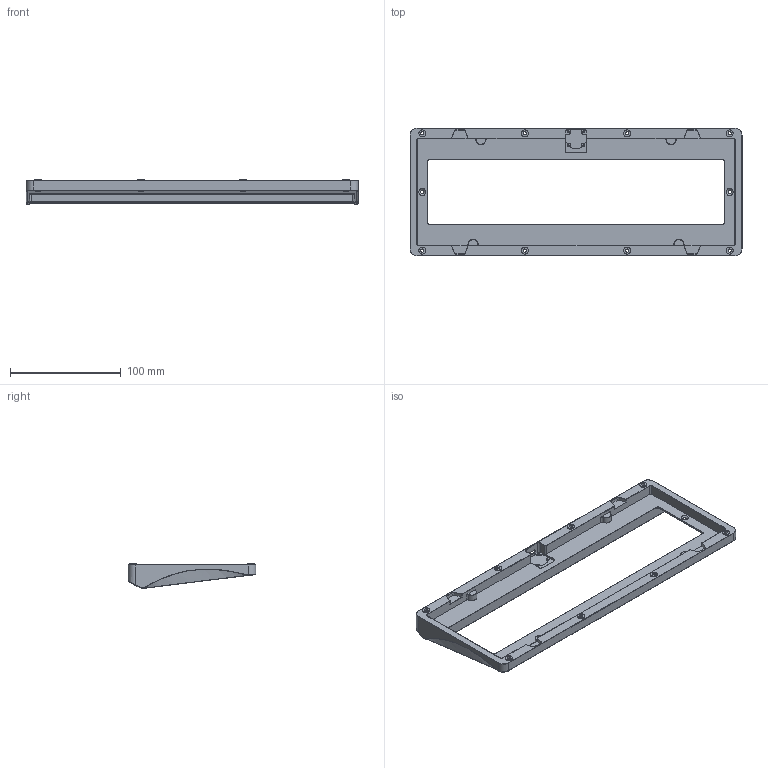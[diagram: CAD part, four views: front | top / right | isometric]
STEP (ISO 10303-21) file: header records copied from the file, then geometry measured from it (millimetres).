
FILE_DESCRIPTION(/* description */ (''),/* implementation_level */ '2;1');
FILE_NAME(/* name */ 'BOTTOM_V3.step',/* time_stamp */ '2020-12-09T10:23:36+00:00',/* author */ (''),/* organization */ (''),/* preprocessor_version */ 'ST-DEVELOPER v18.1',/* originating_system */ 'Autodesk Translation Framework v9.3.0.1241',/* authorisation */ '');
FILE_SCHEMA (('AUTOMOTIVE_DESIGN { 1 0 10303 214 3 1 1 }'));
Length unit declared in the file: millimetre
Products named in the file (1): Bottom
Bounding box: 299.4 x 115.25 x 22.34 mm (x, y, z)
Volume: 135168.8 mm3; surface area: 64173.9 mm2
Topology: 1 solids, 1 shells, 348 faces, 855 edges, 524 vertices
Faces by surface type: cylinder 171, plane 93, torus 54, bspline 20, cone 10
Full cylindrical faces by diameter (mm): 1.271 x4, 1.623 x4, 2.9 x8, 3.4 x2, 4.7 x8, 6.35 x7
Entity records: 11530 total; most frequent: CARTESIAN_POINT 3065, DIRECTION 1887, ORIENTED_EDGE 1686, EDGE_CURVE 843, AXIS2_PLACEMENT_3D 743, VERTEX_POINT 524, LINE 401, VECTOR 401
